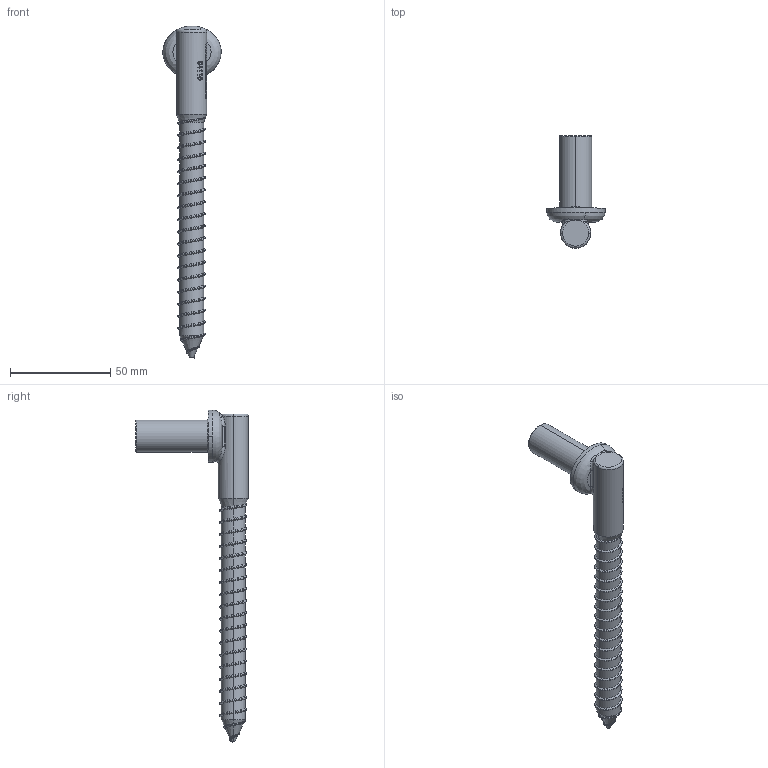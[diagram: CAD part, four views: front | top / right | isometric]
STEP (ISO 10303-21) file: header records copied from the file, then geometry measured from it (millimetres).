
FILE_DESCRIPTION (( 'STEP AP214' ), '1' );
FILE_NAME ('04115-Screw Gudgeon Galvanised 16mm Pin.STEP', '2018-10-10T01:00:51', ( '' ), ( '' ), 'SwSTEP 2.0', 'SolidWorks 2018', '' );
FILE_SCHEMA (( 'AUTOMOTIVE_DESIGN' ));
Length unit declared in the file: millimetre
Products named in the file (1): 04115-Screw Gudgeon Galvanised 16mm Pin
Bounding box: 29 x 56 x 165.25 mm (x, y, z)
Volume: 31669.5 mm3; surface area: 10251.3 mm2
Topology: 1 solids, 1 shells, 335 faces, 922 edges, 615 vertices
Faces by surface type: bspline 159, plane 92, cylinder 69, cone 8, torus 7
Entity records: 31106 total; most frequent: CARTESIAN_POINT 24170, ORIENTED_EDGE 1844, EDGE_CURVE 922, DIRECTION 792, VERTEX_POINT 615, B_SPLINE_CURVE_WITH_KNOTS 525, EDGE_LOOP 361, ADVANCED_FACE 335
